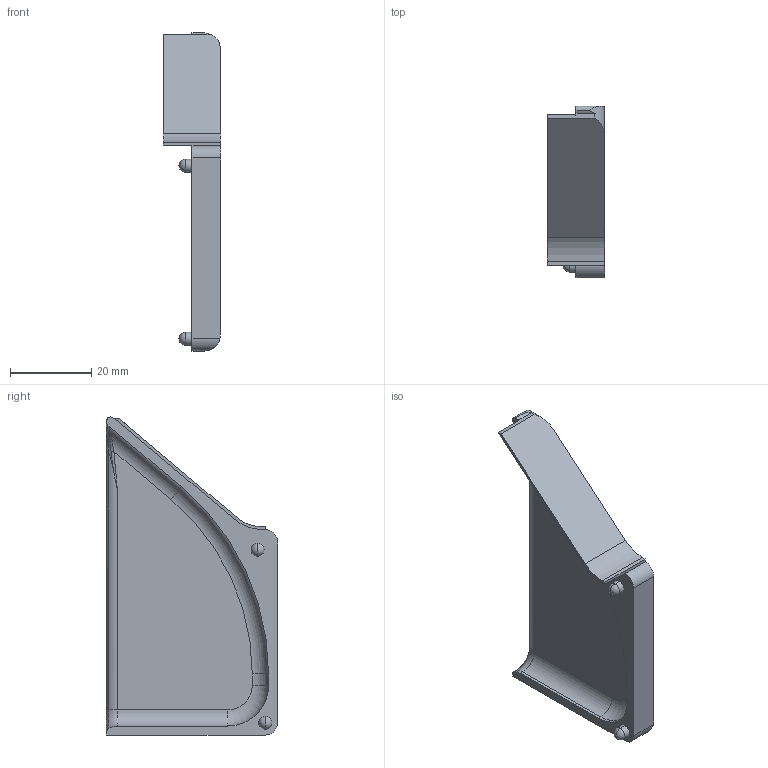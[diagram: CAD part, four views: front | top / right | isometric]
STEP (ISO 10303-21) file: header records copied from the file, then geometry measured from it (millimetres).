
FILE_DESCRIPTION (( 'STEP AP214' ), '1' );
FILE_NAME ('CF5V_Scale_Dumper_Side.STEP', '2025-01-11T16:57:32', ( '' ), ( '' ), 'SwSTEP 2.0', 'SolidWorks 2025', '' );
FILE_SCHEMA (( 'AUTOMOTIVE_DESIGN' ));
Length unit declared in the file: millimetre
Products named in the file (1): CF5V_Scale_Dumper_Side
Bounding box: 14 x 42 x 78.1 mm (x, y, z)
Volume: 8631.3 mm3; surface area: 7419.3 mm2
Topology: 1 solids, 1 shells, 52 faces, 138 edges, 86 vertices
Faces by surface type: cylinder 23, plane 17, sphere 4, torus 4, bspline 4
Entity records: 1968 total; most frequent: CARTESIAN_POINT 715, ORIENTED_EDGE 260, DIRECTION 256, EDGE_CURVE 130, AXIS2_PLACEMENT_3D 95, VERTEX_POINT 82, VECTOR 66, LINE 66
